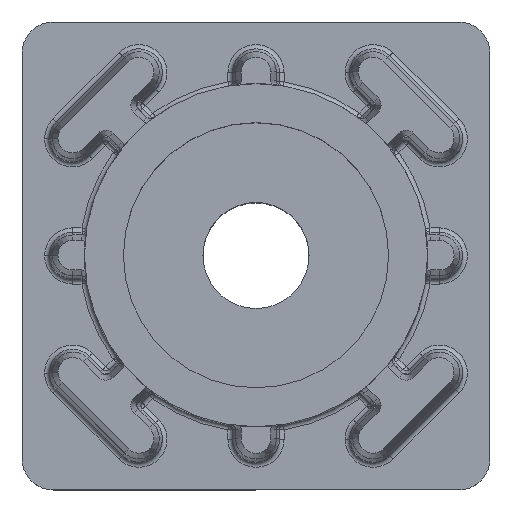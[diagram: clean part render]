
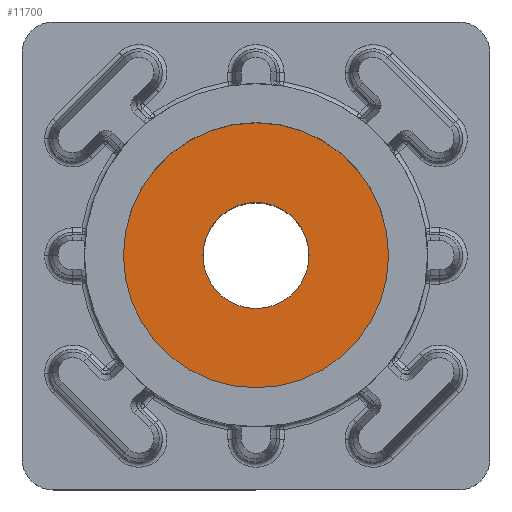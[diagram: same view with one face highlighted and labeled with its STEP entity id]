
A CAD part, top view. The second image highlights one B-rep face of the part: STEP entity #11700.
In plain terms, the highlighted planar face has unit normal (0, 0, 1).
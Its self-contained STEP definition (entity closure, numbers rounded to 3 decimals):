
#115 = DIRECTION ( 'NONE',  ( 0., 0., -1. ) ) ;
#217 = AXIS2_PLACEMENT_3D ( 'NONE', #4040, #10366, #4944 ) ;
#220 = CARTESIAN_POINT ( 'NONE',  ( -3.4, 0., 25. ) ) ;
#507 = EDGE_LOOP ( 'NONE', ( #9944, #7002 ) ) ;
#636 = VERTEX_POINT ( 'NONE', #9902 ) ;
#869 = CARTESIAN_POINT ( 'NONE',  ( -8.5, 0., 25. ) ) ;
#931 = CIRCLE ( 'NONE', #217, 3.4 ) ;
#1155 = AXIS2_PLACEMENT_3D ( 'NONE', #5567, #115, #6481 ) ;
#1698 = AXIS2_PLACEMENT_3D ( 'NONE', #4481, #10819, #5382 ) ;
#2512 = CIRCLE ( 'NONE', #6964, 8.5 ) ;
#3202 = FACE_BOUND ( 'NONE', #507, .T. ) ;
#3360 = CARTESIAN_POINT ( 'NONE',  ( 8.5, 0., 25. ) ) ;
#3523 = EDGE_CURVE ( 'NONE', #636, #9617, #931, .T. ) ;
#3881 = DIRECTION ( 'NONE',  ( 0., 0., -1. ) ) ;
#4040 = CARTESIAN_POINT ( 'NONE',  ( 0., 0., 25. ) ) ;
#4481 = CARTESIAN_POINT ( 'NONE',  ( 0., 0., 25. ) ) ;
#4513 = ORIENTED_EDGE ( 'NONE', *, *, #7490, .F. ) ;
#4944 = DIRECTION ( 'NONE',  ( -1., 0., 0. ) ) ;
#5208 = EDGE_CURVE ( 'NONE', #9617, #636, #9548, .T. ) ;
#5382 = DIRECTION ( 'NONE',  ( -1., 0., 0. ) ) ;
#5567 = CARTESIAN_POINT ( 'NONE',  ( 0., 0., 25. ) ) ;
#5671 = DIRECTION ( 'NONE',  ( 0., 0., -1. ) ) ;
#5909 = FACE_OUTER_BOUND ( 'NONE', #8147, .T. ) ;
#6327 = VERTEX_POINT ( 'NONE', #3360 ) ;
#6481 = DIRECTION ( 'NONE',  ( -1., 0., 0. ) ) ;
#6529 = ORIENTED_EDGE ( 'NONE', *, *, #10550, .F. ) ;
#6964 = AXIS2_PLACEMENT_3D ( 'NONE', #9287, #3881, #10208 ) ;
#7002 = ORIENTED_EDGE ( 'NONE', *, *, #3523, .T. ) ;
#7039 = VERTEX_POINT ( 'NONE', #869 ) ;
#7475 = PLANE ( 'NONE',  #9468 ) ;
#7490 = EDGE_CURVE ( 'NONE', #6327, #7039, #8209, .T. ) ;
#8147 = EDGE_LOOP ( 'NONE', ( #6529, #4513 ) ) ;
#8209 = CIRCLE ( 'NONE', #1155, 8.5 ) ;
#8376 = DIRECTION ( 'NONE',  ( -1., 0., 0. ) ) ;
#9287 = CARTESIAN_POINT ( 'NONE',  ( 0., 0., 25. ) ) ;
#9468 = AXIS2_PLACEMENT_3D ( 'NONE', #220, #5671, #8376 ) ;
#9548 = CIRCLE ( 'NONE', #1698, 3.4 ) ;
#9617 = VERTEX_POINT ( 'NONE', #11736 ) ;
#9902 = CARTESIAN_POINT ( 'NONE',  ( 3.4, 0., 25. ) ) ;
#9944 = ORIENTED_EDGE ( 'NONE', *, *, #5208, .T. ) ;
#10208 = DIRECTION ( 'NONE',  ( -1., 0., 0. ) ) ;
#10366 = DIRECTION ( 'NONE',  ( 0., 0., -1. ) ) ;
#10550 = EDGE_CURVE ( 'NONE', #7039, #6327, #2512, .T. ) ;
#10819 = DIRECTION ( 'NONE',  ( 0., 0., -1. ) ) ;
#11700 = ADVANCED_FACE ( 'NONE', ( #5909, #3202 ), #7475, .F. ) ;
#11736 = CARTESIAN_POINT ( 'NONE',  ( -3.4, 0., 25. ) ) ;
